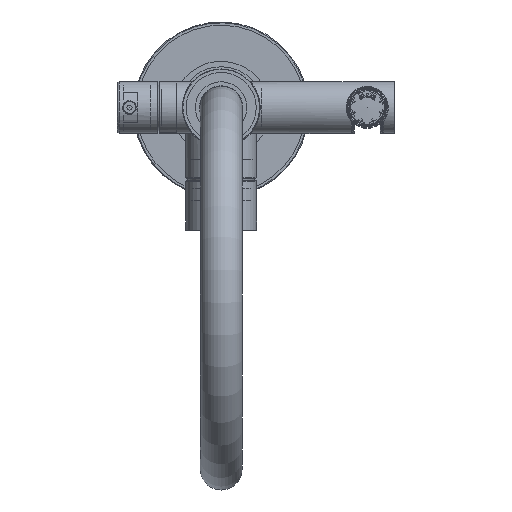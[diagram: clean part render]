
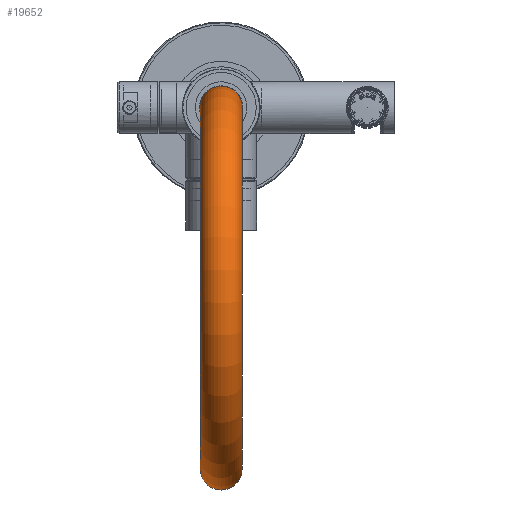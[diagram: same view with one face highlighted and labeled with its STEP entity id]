
A CAD part, top view. The second image highlights one B-rep face of the part: STEP entity #19652.
In plain terms, the highlighted toroidal (fillet/blend) face has major radius 112.5 mm and minor radius 13 mm.
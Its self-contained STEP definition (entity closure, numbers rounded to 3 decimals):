
#3423=TOROIDAL_SURFACE('',#24116,112.5,13.);
#4708=ORIENTED_EDGE('',*,*,#9938,.F.);
#4709=ORIENTED_EDGE('',*,*,#9936,.T.);
#9936=EDGE_CURVE('',#12620,#12620,#14520,.F.);
#9938=EDGE_CURVE('',#12622,#12622,#14522,.F.);
#12620=VERTEX_POINT('',#33665);
#12622=VERTEX_POINT('',#33671);
#14520=CIRCLE('',#24113,13.);
#14522=CIRCLE('',#24117,13.);
#15556=EDGE_LOOP('',(#4708));
#15557=EDGE_LOOP('',(#4709));
#17445=FACE_BOUND('',#15556,.T.);
#17446=FACE_BOUND('',#15557,.T.);
#19652=ADVANCED_FACE('',(#17445,#17446),#3423,.T.);
#24113=AXIS2_PLACEMENT_3D('',#33664,#26555,#26556);
#24116=AXIS2_PLACEMENT_3D('',#33669,#26561,#26562);
#24117=AXIS2_PLACEMENT_3D('',#33670,#26563,#26564);
#26555=DIRECTION('',(0.,0.,-1.));
#26556=DIRECTION('',(-1.,0.,0.));
#26561=DIRECTION('',(1.,0.,0.));
#26562=DIRECTION('',(0.,1.,0.));
#26563=DIRECTION('',(0.,0.,1.));
#26564=DIRECTION('',(0.,-1.,0.));
#33664=CARTESIAN_POINT('',(0.,0.,454.5));
#33665=CARTESIAN_POINT('',(-13.,0.,454.5));
#33669=CARTESIAN_POINT('',(0.,-112.5,454.5));
#33670=CARTESIAN_POINT('',(0.,-225.,454.5));
#33671=CARTESIAN_POINT('',(-13.,-225.,454.5));
